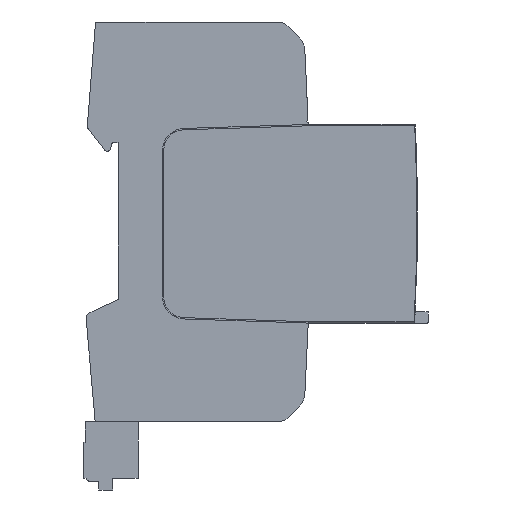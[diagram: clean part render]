
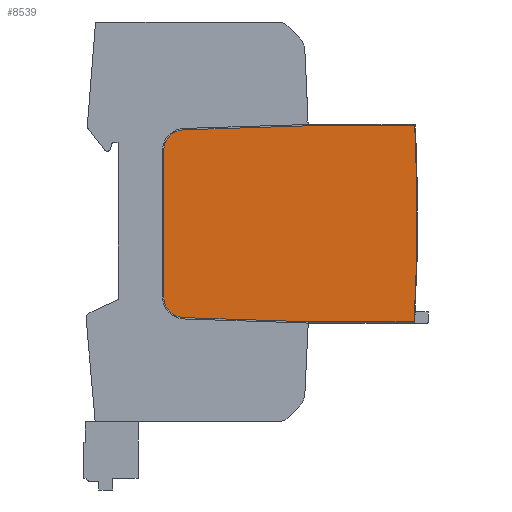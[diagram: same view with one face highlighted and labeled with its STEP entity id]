
A CAD part, left-side view. The second image highlights one B-rep face of the part: STEP entity #8539.
In plain terms, the highlighted planar face has unit normal (-1, 0, 0).
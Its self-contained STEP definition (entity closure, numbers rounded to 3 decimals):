
#471=CARTESIAN_POINT('',(-63.,336.41,0.75));
#472=DIRECTION('',(1.,0.,0.));
#473=DIRECTION('',(0.,-0.999,0.052));
#474=AXIS2_PLACEMENT_3D('',#471,#472,#473);
#476=DIRECTION('',(0.,1.,0.));
#477=VECTOR('',#476,23.898);
#478=CARTESIAN_POINT('',(-63.,-62.812,-22.527));
#479=LINE('',#478,#477);
#480=DIRECTION('',(0.,0.999,0.033));
#481=VECTOR('',#480,28.085);
#482=CARTESIAN_POINT('',(-63.,-38.914,
-22.527));
#483=LINE('',#482,#481);
#484=CARTESIAN_POINT('',(-63.,-11.,-16.9));
#485=DIRECTION('',(-1.,0.,0.));
#486=DIRECTION('',(0.,1.,0.));
#487=AXIS2_PLACEMENT_3D('',#484,#485,#486);
#489=DIRECTION('',(0.,0.,1.));
#490=VECTOR('',#489,33.);
#491=CARTESIAN_POINT('',(-63.,-6.3,-16.9));
#492=LINE('',#491,#490);
#493=CARTESIAN_POINT('',(-63.,-11.,16.1));
#494=DIRECTION('',(-1.,0.,0.));
#495=DIRECTION('',(0.,0.032,0.999));
#496=AXIS2_PLACEMENT_3D('',#493,#494,#495);
#498=DIRECTION('',(0.,-0.999,0.032));
#499=VECTOR('',#498,28.08);
#500=CARTESIAN_POINT('',(-63.,-10.849,20.798));
#501=LINE('',#500,#499);
#502=DIRECTION('',(0.,1.,0.));
#503=VECTOR('',#502,24.027);
#504=CARTESIAN_POINT('',(-63.,-62.941,21.7));
#505=LINE('',#504,#503);
#8060=CARTESIAN_POINT('',(-63.,-38.914,
-22.527));
#8061=VERTEX_POINT('',#8060);
#8062=CARTESIAN_POINT('',(-63.,-38.914,
21.7));
#8064=VERTEX_POINT('',#8062);
#8070=CARTESIAN_POINT('',(-63.,-10.844,-21.597));
#8071=VERTEX_POINT('',#8070);
#8072=CARTESIAN_POINT('',(-63.,-6.3,-16.9));
#8073=VERTEX_POINT('',#8072);
#8074=CARTESIAN_POINT('',(-63.,-6.3,16.1));
#8075=VERTEX_POINT('',#8074);
#8076=CARTESIAN_POINT('',(-63.,-10.849,20.798));
#8077=VERTEX_POINT('',#8076);
#8428=CARTESIAN_POINT('',(-63.,-62.941,21.7));
#8429=CARTESIAN_POINT('',(-63.,-62.812,-22.527));
#8430=VERTEX_POINT('',#8428);
#8431=VERTEX_POINT('',#8429);
#8516=CARTESIAN_POINT('',(-63.,0.,0.));
#8517=DIRECTION('',(1.,0.,0.));
#8518=DIRECTION('',(0.,1.,0.));
#8519=AXIS2_PLACEMENT_3D('',#8516,#8517,#8518);
#8520=PLANE('',#8519);
#8522=ORIENTED_EDGE('',*,*,#8521,.T.);
#8524=ORIENTED_EDGE('',*,*,#8523,.T.);
#8526=ORIENTED_EDGE('',*,*,#8525,.T.);
#8528=ORIENTED_EDGE('',*,*,#8527,.F.);
#8530=ORIENTED_EDGE('',*,*,#8529,.T.);
#8532=ORIENTED_EDGE('',*,*,#8531,.F.);
#8534=ORIENTED_EDGE('',*,*,#8533,.T.);
#8536=ORIENTED_EDGE('',*,*,#8535,.F.);
#8537=EDGE_LOOP('',(#8522,#8524,#8526,#8528,#8530,#8532,#8534,#8536));
#8538=FACE_OUTER_BOUND('',#8537,.F.);
#475=CIRCLE('',#474,399.9);
#488=CIRCLE('',#487,4.7);
#497=CIRCLE('',#496,4.7);
#8521=EDGE_CURVE('',#8430,#8431,#475,.T.);
#8523=EDGE_CURVE('',#8431,#8061,#479,.T.);
#8525=EDGE_CURVE('',#8061,#8071,#483,.T.);
#8527=EDGE_CURVE('',#8073,#8071,#488,.T.);
#8529=EDGE_CURVE('',#8073,#8075,#492,.T.);
#8531=EDGE_CURVE('',#8077,#8075,#497,.T.);
#8533=EDGE_CURVE('',#8077,#8064,#501,.T.);
#8535=EDGE_CURVE('',#8430,#8064,#505,.T.);
#8539=ADVANCED_FACE('',(#8538),#8520,.F.);
